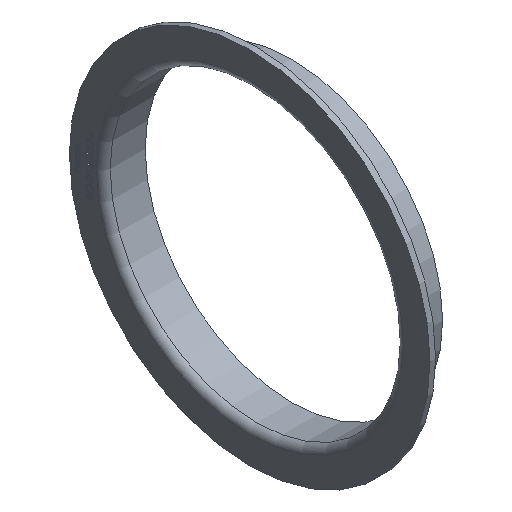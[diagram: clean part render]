
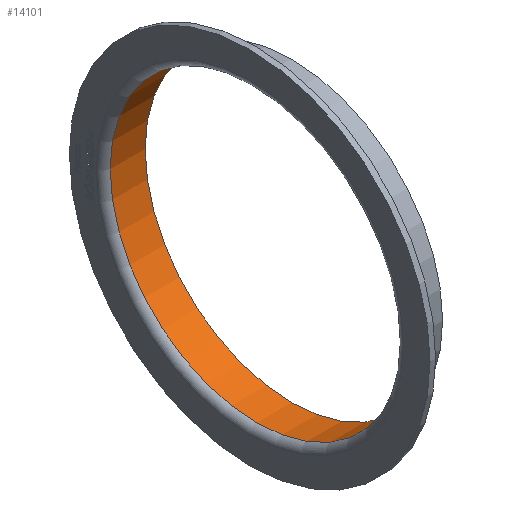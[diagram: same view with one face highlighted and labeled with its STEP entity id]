
A CAD part, isometric view. The second image highlights one B-rep face of the part: STEP entity #14101.
In plain terms, the highlighted cylindrical face has radius 104.8 mm (diameter 209.6 mm), a full revolution.
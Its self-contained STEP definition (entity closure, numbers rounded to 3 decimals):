
#965 = DIRECTION ( 'NONE',  ( -1., 0., 0. ) ) ;
#1728 = EDGE_CURVE ( 'NONE', #10908, #10908, #7401, .T. ) ;
#3327 = ORIENTED_EDGE ( 'NONE', *, *, #4963, .F. ) ;
#3388 = AXIS2_PLACEMENT_3D ( 'NONE', #7583, #14596, #13333 ) ;
#4963 = EDGE_CURVE ( 'NONE', #10986, #10986, #12185, .T. ) ;
#5377 = CARTESIAN_POINT ( 'NONE',  ( 0., 0., 0. ) ) ;
#5484 = DIRECTION ( 'NONE',  ( -1., 0., 0. ) ) ;
#5628 = ORIENTED_EDGE ( 'NONE', *, *, #1728, .T. ) ;
#6841 = DIRECTION ( 'NONE',  ( 0., 0., 1. ) ) ;
#7401 = CIRCLE ( 'NONE', #9273, 104.8 ) ;
#7583 = CARTESIAN_POINT ( 'NONE',  ( 30., 0., 0. ) ) ;
#7922 = EDGE_LOOP ( 'NONE', ( #5628 ) ) ;
#8648 = AXIS2_PLACEMENT_3D ( 'NONE', #5377, #965, #6841 ) ;
#9273 = AXIS2_PLACEMENT_3D ( 'NONE', #9787, #5484, #13251 ) ;
#9582 = CARTESIAN_POINT ( 'NONE',  ( 30., 0., 104.8 ) ) ;
#9787 = CARTESIAN_POINT ( 'NONE',  ( 5., 0., 0. ) ) ;
#10068 = EDGE_LOOP ( 'NONE', ( #3327 ) ) ;
#10172 = FACE_OUTER_BOUND ( 'NONE', #10068, .T. ) ;
#10908 = VERTEX_POINT ( 'NONE', #14169 ) ;
#10986 = VERTEX_POINT ( 'NONE', #9582 ) ;
#11076 = CYLINDRICAL_SURFACE ( 'NONE', #8648, 104.8 ) ;
#12185 = CIRCLE ( 'NONE', #3388, 104.8 ) ;
#12452 = FACE_OUTER_BOUND ( 'NONE', #7922, .T. ) ;
#13251 = DIRECTION ( 'NONE',  ( 0., 0., -1. ) ) ;
#13333 = DIRECTION ( 'NONE',  ( 0., 0., 1. ) ) ;
#14101 = ADVANCED_FACE ( 'NONE', ( #12452, #10172 ), #11076, .F. ) ;
#14169 = CARTESIAN_POINT ( 'NONE',  ( 5., 0., -104.8 ) ) ;
#14596 = DIRECTION ( 'NONE',  ( -1., 0., 0. ) ) ;
